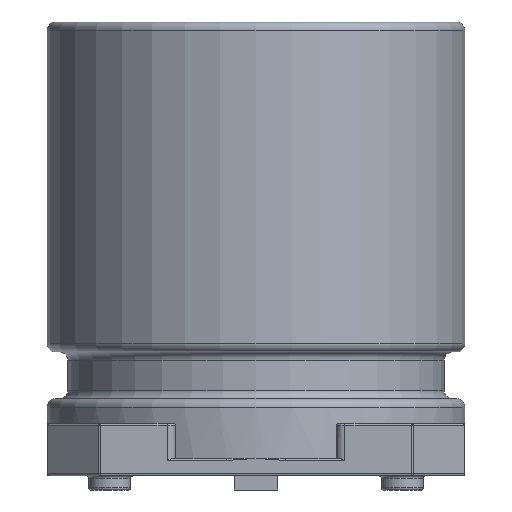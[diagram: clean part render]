
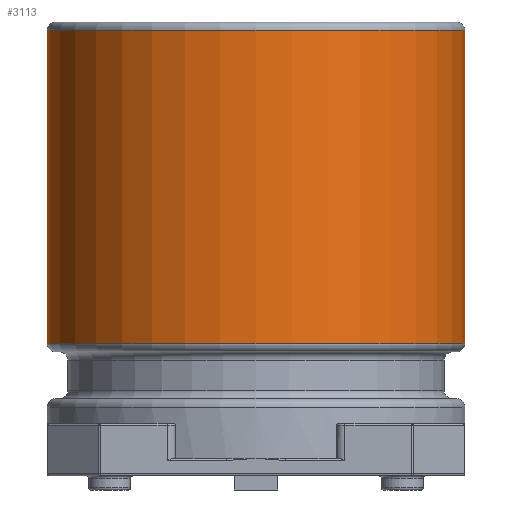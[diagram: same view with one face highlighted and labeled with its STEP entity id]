
A CAD part, left-side view. The second image highlights one B-rep face of the part: STEP entity #3113.
In plain terms, the highlighted cylindrical face has radius 6.25 mm (diameter 12.5 mm), a full revolution.
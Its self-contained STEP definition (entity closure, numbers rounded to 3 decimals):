
#281=CYLINDRICAL_SURFACE('',#3404,6.25);
#412=FACE_OUTER_BOUND('',#567,.T.);
#567=EDGE_LOOP('',(#2819,#2820,#2821,#2822,#2823,#2824));
#747=LINE('',#6009,#916);
#916=VECTOR('',#4116,6.25);
#1069=CIRCLE('',#3402,6.25);
#1070=CIRCLE('',#3403,6.25);
#1071=CIRCLE('',#3405,6.25);
#1072=CIRCLE('',#3406,6.25);
#1442=VERTEX_POINT('',#6002);
#1443=VERTEX_POINT('',#6004);
#1444=VERTEX_POINT('',#6008);
#1445=VERTEX_POINT('',#6010);
#1917=EDGE_CURVE('',#1442,#1443,#1069,.T.);
#1918=EDGE_CURVE('',#1443,#1442,#1070,.T.);
#1919=EDGE_CURVE('',#1443,#1444,#747,.T.);
#1920=EDGE_CURVE('',#1445,#1444,#1071,.T.);
#1921=EDGE_CURVE('',#1444,#1445,#1072,.T.);
#2819=ORIENTED_EDGE('',*,*,#1918,.F.);
#2820=ORIENTED_EDGE('',*,*,#1919,.T.);
#2821=ORIENTED_EDGE('',*,*,#1920,.F.);
#2822=ORIENTED_EDGE('',*,*,#1921,.F.);
#2823=ORIENTED_EDGE('',*,*,#1919,.F.);
#2824=ORIENTED_EDGE('',*,*,#1917,.F.);
#3113=ADVANCED_FACE('',(#412),#281,.T.);
#3402=AXIS2_PLACEMENT_3D('',#6005,#4110,#4111);
#3403=AXIS2_PLACEMENT_3D('',#6006,#4112,#4113);
#3404=AXIS2_PLACEMENT_3D('',#6007,#4114,#4115);
#3405=AXIS2_PLACEMENT_3D('',#6011,#4117,#4118);
#3406=AXIS2_PLACEMENT_3D('',#6012,#4119,#4120);
#4110=DIRECTION('center_axis',(0.,0.,1.));
#4111=DIRECTION('ref_axis',(0.,1.,0.));
#4112=DIRECTION('center_axis',(0.,0.,1.));
#4113=DIRECTION('ref_axis',(0.,1.,0.));
#4114=DIRECTION('center_axis',(0.,0.,1.));
#4115=DIRECTION('ref_axis',(0.,1.,0.));
#4116=DIRECTION('',(0.,0.,-1.));
#4117=DIRECTION('center_axis',(0.,0.,-1.));
#4118=DIRECTION('ref_axis',(0.,-1.,0.));
#4119=DIRECTION('center_axis',(0.,0.,-1.));
#4120=DIRECTION('ref_axis',(0.,-1.,0.));
#6002=CARTESIAN_POINT('',(0.,6.25,13.75));
#6004=CARTESIAN_POINT('',(0.,-6.25,13.75));
#6005=CARTESIAN_POINT('Origin',(0.,0.,13.75));
#6006=CARTESIAN_POINT('Origin',(0.,0.,13.75));
#6007=CARTESIAN_POINT('Origin',(0.,0.,0.945));
#6008=CARTESIAN_POINT('',(0.,-6.25,4.38));
#6009=CARTESIAN_POINT('',(0.,-6.25,0.945));
#6010=CARTESIAN_POINT('',(0.,6.25,4.38));
#6011=CARTESIAN_POINT('Origin',(0.,0.,4.38));
#6012=CARTESIAN_POINT('Origin',(0.,0.,4.38));
